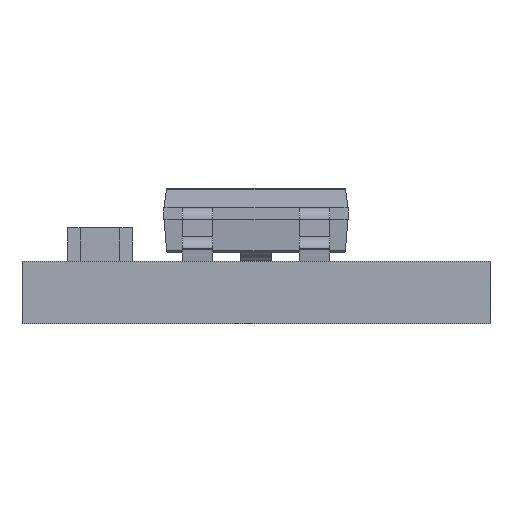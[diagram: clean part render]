
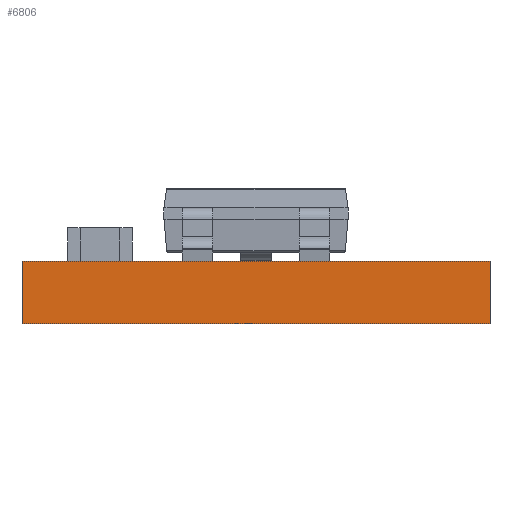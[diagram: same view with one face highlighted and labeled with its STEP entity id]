
A CAD part, front view. The second image highlights one B-rep face of the part: STEP entity #6806.
In plain terms, the highlighted planar face has unit normal (0, -1, 0).
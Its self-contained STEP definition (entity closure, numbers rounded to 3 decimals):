
#1763 = FACE_OUTER_BOUND ( 'NONE', #4991, .T. ) ;
#1891 = LINE ( 'NONE', #11344, #9750 ) ;
#2115 = LINE ( 'NONE', #11718, #23419 ) ;
#2901 = CARTESIAN_POINT ( 'NONE',  ( -7.62, 0., 0. ) ) ;
#3083 = ORIENTED_EDGE ( 'NONE', *, *, #18584, .T. ) ;
#3749 = CARTESIAN_POINT ( 'NONE',  ( -7.62, 0., 1.016 ) ) ;
#3819 = CARTESIAN_POINT ( 'NONE',  ( -7.62, 0., 1.016 ) ) ;
#4111 = VERTEX_POINT ( 'NONE', #13697 ) ;
#4578 = CARTESIAN_POINT ( 'NONE',  ( 0., 0., 1.016 ) ) ;
#4991 = EDGE_LOOP ( 'NONE', ( #3083, #19081, #22976, #8550 ) ) ;
#5056 = VERTEX_POINT ( 'NONE', #3749 ) ;
#6806 = ADVANCED_FACE ( 'NONE', ( #1763 ), #9000, .F. ) ;
#8550 = ORIENTED_EDGE ( 'NONE', *, *, #11993, .T. ) ;
#8677 = VERTEX_POINT ( 'NONE', #2901 ) ;
#9000 = PLANE ( 'NONE',  #14384 ) ;
#9750 = VECTOR ( 'NONE', #28442, 1000. ) ;
#9874 = VECTOR ( 'NONE', #14351, 1000. ) ;
#11344 = CARTESIAN_POINT ( 'NONE',  ( -7.62, 0., 0. ) ) ;
#11718 = CARTESIAN_POINT ( 'NONE',  ( -7.62, 0., 1.016 ) ) ;
#11993 = EDGE_CURVE ( 'NONE', #5056, #8677, #2115, .T. ) ;
#12950 = EDGE_CURVE ( 'NONE', #4111, #16346, #26583, .T. ) ;
#13697 = CARTESIAN_POINT ( 'NONE',  ( 0., 0., 1.016 ) ) ;
#14327 = LINE ( 'NONE', #21274, #26382 ) ;
#14351 = DIRECTION ( 'NONE',  ( 0., 0., -1. ) ) ;
#14384 = AXIS2_PLACEMENT_3D ( 'NONE', #3819, #26116, #25957 ) ;
#16346 = VERTEX_POINT ( 'NONE', #21704 ) ;
#17417 = EDGE_CURVE ( 'NONE', #5056, #4111, #14327, .T. ) ;
#18584 = EDGE_CURVE ( 'NONE', #8677, #16346, #1891, .T. ) ;
#18820 = DIRECTION ( 'NONE',  ( 0., 0., -1. ) ) ;
#19081 = ORIENTED_EDGE ( 'NONE', *, *, #12950, .F. ) ;
#21274 = CARTESIAN_POINT ( 'NONE',  ( -7.62, 0., 1.016 ) ) ;
#21704 = CARTESIAN_POINT ( 'NONE',  ( 0., 0., 0. ) ) ;
#22976 = ORIENTED_EDGE ( 'NONE', *, *, #17417, .F. ) ;
#23419 = VECTOR ( 'NONE', #18820, 1000. ) ;
#25957 = DIRECTION ( 'NONE',  ( 0., 0., 1. ) ) ;
#26116 = DIRECTION ( 'NONE',  ( 0., 1., 0. ) ) ;
#26382 = VECTOR ( 'NONE', #30976, 1000. ) ;
#26583 = LINE ( 'NONE', #4578, #9874 ) ;
#28442 = DIRECTION ( 'NONE',  ( 1., 0., 0. ) ) ;
#30976 = DIRECTION ( 'NONE',  ( 1., 0., 0. ) ) ;
